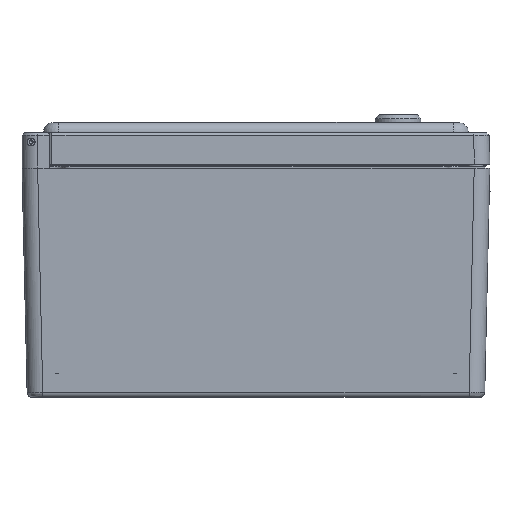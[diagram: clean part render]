
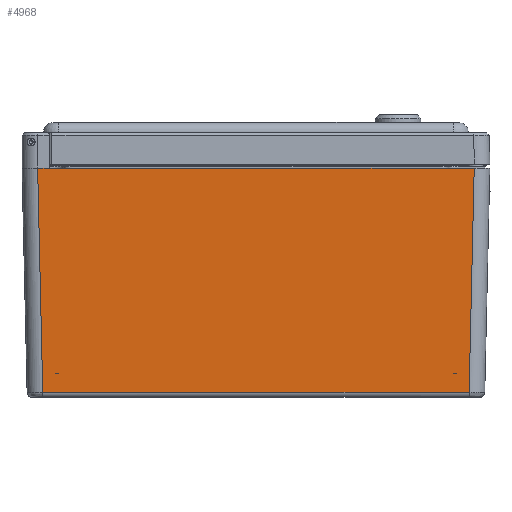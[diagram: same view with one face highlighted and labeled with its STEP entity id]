
A CAD part, front view. The second image highlights one B-rep face of the part: STEP entity #4968.
In plain terms, the highlighted planar face has unit normal (0, -1, -0.023).
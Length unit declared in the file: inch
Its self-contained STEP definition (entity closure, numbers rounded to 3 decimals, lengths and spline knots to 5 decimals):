
#4968 = ADVANCED_FACE ( 'NONE', ( #38971 ), #38012, .T. ) ;
#8760 = CARTESIAN_POINT ( 'NONE',  ( 5.10633, -6.48123, -0.1385 ) ) ;
#8831 = VECTOR ( 'NONE', #28101, 39.37008 ) ;
#9896 = LINE ( 'NONE', #28197, #45784 ) ;
#9911 = VECTOR ( 'NONE', #40293, 39.37008 ) ;
#15319 = EDGE_CURVE ( 'NONE', #42406, #16112, #49045, .T. ) ;
#15418 = CARTESIAN_POINT ( 'NONE',  ( 5.48438, -6.48438, 0. ) ) ;
#16112 = VERTEX_POINT ( 'NONE', #39117 ) ;
#17560 = ORIENTED_EDGE ( 'NONE', *, *, #58132, .F. ) ;
#17796 = VERTEX_POINT ( 'NONE', #47383 ) ;
#18856 = VECTOR ( 'NONE', #51458, 39.37008 ) ;
#19954 = ORIENTED_EDGE ( 'NONE', *, *, #47307, .F. ) ;
#20605 = CARTESIAN_POINT ( 'NONE',  ( -5.23419, -6.23419, 5.5 ) ) ;
#22131 = CARTESIAN_POINT ( 'NONE',  ( -5.23428, -6.60919, 5.5 ) ) ;
#23576 = DIRECTION ( 'NONE',  ( 0., -0.023, 1. ) ) ;
#25177 = VERTEX_POINT ( 'NONE', #46129 ) ;
#26590 = VERTEX_POINT ( 'NONE', #37777 ) ;
#27664 = EDGE_LOOP ( 'NONE', ( #17560, #47361, #19954, #58968, #53928, #51233 ) ) ;
#28101 = DIRECTION ( 'NONE',  ( 0.023, 0.023, -0.999 ) ) ;
#28197 = CARTESIAN_POINT ( 'NONE',  ( 5.48438, -6.60919, 5.5 ) ) ;
#29008 = DIRECTION ( 'NONE',  ( 0., -1., -0.023 ) ) ;
#29032 = LINE ( 'NONE', #8760, #33299 ) ;
#29291 = CARTESIAN_POINT ( 'NONE',  ( -4.95294, -6.60919, 5.5 ) ) ;
#30899 = CARTESIAN_POINT ( 'NONE',  ( 2.74219, -6.48715, 0.12216 ) ) ;
#31742 = LINE ( 'NONE', #32357, #18856 ) ;
#32357 = CARTESIAN_POINT ( 'NONE',  ( 5.48438, -6.60919, 5.5 ) ) ;
#33299 = VECTOR ( 'NONE', #40576, 39.37008 ) ;
#34948 = LINE ( 'NONE', #30899, #9911 ) ;
#37401 = AXIS2_PLACEMENT_3D ( 'NONE', #15418, #29008, #23576 ) ;
#37777 = CARTESIAN_POINT ( 'NONE',  ( 5.23428, -6.60919, 5.5 ) ) ;
#38012 = PLANE ( 'NONE',  #37401 ) ;
#38971 = FACE_OUTER_BOUND ( 'NONE', #27664, .T. ) ;
#39117 = CARTESIAN_POINT ( 'NONE',  ( -5.11224, -6.48715, 0.12216 ) ) ;
#40293 = DIRECTION ( 'NONE',  ( -1., 0., 0. ) ) ;
#40576 = DIRECTION ( 'NONE',  ( -0.023, 0.023, -0.999 ) ) ;
#42089 = EDGE_CURVE ( 'NONE', #26590, #49200, #9896, .T. ) ;
#42406 = VERTEX_POINT ( 'NONE', #22131 ) ;
#45784 = VECTOR ( 'NONE', #55319, 39.37008 ) ;
#46129 = CARTESIAN_POINT ( 'NONE',  ( -5.23419, -6.60919, 5.5 ) ) ;
#47307 = EDGE_CURVE ( 'NONE', #17796, #16112, #34948, .T. ) ;
#47361 = ORIENTED_EDGE ( 'NONE', *, *, #15319, .T. ) ;
#47383 = CARTESIAN_POINT ( 'NONE',  ( 5.11224, -6.48715, 0.12216 ) ) ;
#48484 = DIRECTION ( 'NONE',  ( 0., 0., 1. ) ) ;
#49045 = LINE ( 'NONE', #50803, #8831 ) ;
#49200 = VERTEX_POINT ( 'NONE', #29291 ) ;
#50803 = CARTESIAN_POINT ( 'NONE',  ( -5.23428, -6.60919, 5.5 ) ) ;
#51233 = ORIENTED_EDGE ( 'NONE', *, *, #57541, .T. ) ;
#51458 = DIRECTION ( 'NONE',  ( -1., 0., 0. ) ) ;
#52223 = EDGE_CURVE ( 'NONE', #26590, #17796, #29032, .T. ) ;
#53116 = DIRECTION ( 'NONE',  ( 0., 1., 0. ) ) ;
#53928 = ORIENTED_EDGE ( 'NONE', *, *, #42089, .T. ) ;
#55319 = DIRECTION ( 'NONE',  ( -1., 0., 0. ) ) ;
#57541 = EDGE_CURVE ( 'NONE', #49200, #25177, #31742, .T. ) ;
#58132 = EDGE_CURVE ( 'NONE', #42406, #25177, #59021, .T. ) ;
#58968 = ORIENTED_EDGE ( 'NONE', *, *, #52223, .F. ) ;
#59021 = CIRCLE ( 'NONE', #59073, 0.375 ) ;
#59073 = AXIS2_PLACEMENT_3D ( 'NONE', #20605, #48484, #53116 ) ;
